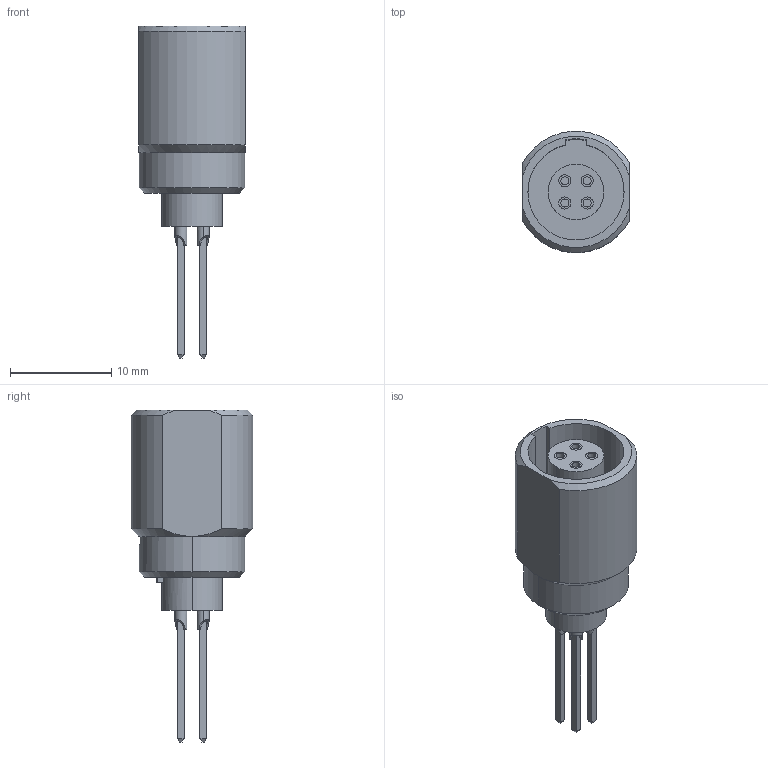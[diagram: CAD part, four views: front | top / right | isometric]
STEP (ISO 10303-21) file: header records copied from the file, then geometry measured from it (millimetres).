
FILE_DESCRIPTION((''),'2;1');
FILE_NAME('LEMO_EDA-02834-V1-0_Part1.stp','2013-09-19T12:16:14',(''),(''),'Mechanical Desktop 2011','Mechanical Desktop 2011',', , ');
FILE_SCHEMA(('AUTOMOTIVE_DESIGN { 1 2 10303 214 1 1 1 1 }'));
Length unit declared in the file: millimetre
Products named in the file (1): Product
Bounding box: 10.5 x 11.96 x 32.8 mm (x, y, z)
Volume: 1115.9 mm3; surface area: 2335.4 mm2
Topology: 15 solids, 15 shells, 148 faces, 335 edges, 212 vertices
Faces by surface type: plane 87, cylinder 55, cone 6
Entity records: 4768 total; most frequent: CARTESIAN_POINT 1304, DIRECTION 718, ORIENTED_EDGE 670, EDGE_CURVE 335, AXIS2_PLACEMENT_3D 262, VERTEX_POINT 212, VECTOR 194, LINE 194
